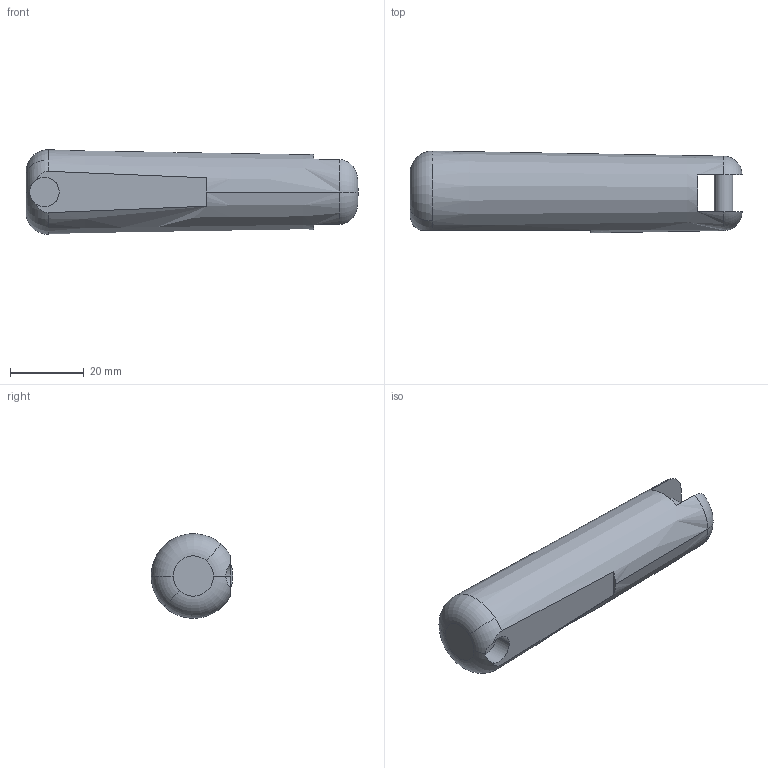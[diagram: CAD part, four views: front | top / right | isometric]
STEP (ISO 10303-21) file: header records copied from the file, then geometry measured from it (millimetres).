
FILE_DESCRIPTION (( 'STEP AP203' ), '1' );
FILE_NAME ('handS_Default_sldprt.STEP', '2021-02-28T18:19:36', ( '' ), ( '' ), 'SwSTEP 2.0', 'SolidWorks 2020', '' );
FILE_SCHEMA (( 'CONFIG_CONTROL_DESIGN' ));
Length unit declared in the file: millimetre
Products named in the file (1): handS_Default_sldprt
Bounding box: 90 x 22.18 x 22.88 mm (x, y, z)
Volume: 29545.5 mm3; surface area: 6896.4 mm2
Topology: 1 solids, 1 shells, 23 faces, 59 edges, 38 vertices
Faces by surface type: plane 9, torus 8, cylinder 4, cone 2
Entity records: 940 total; most frequent: CARTESIAN_POINT 293, DIRECTION 127, ORIENTED_EDGE 118, EDGE_CURVE 59, AXIS2_PLACEMENT_3D 58, VERTEX_POINT 38, CIRCLE 34, EDGE_LOOP 25
